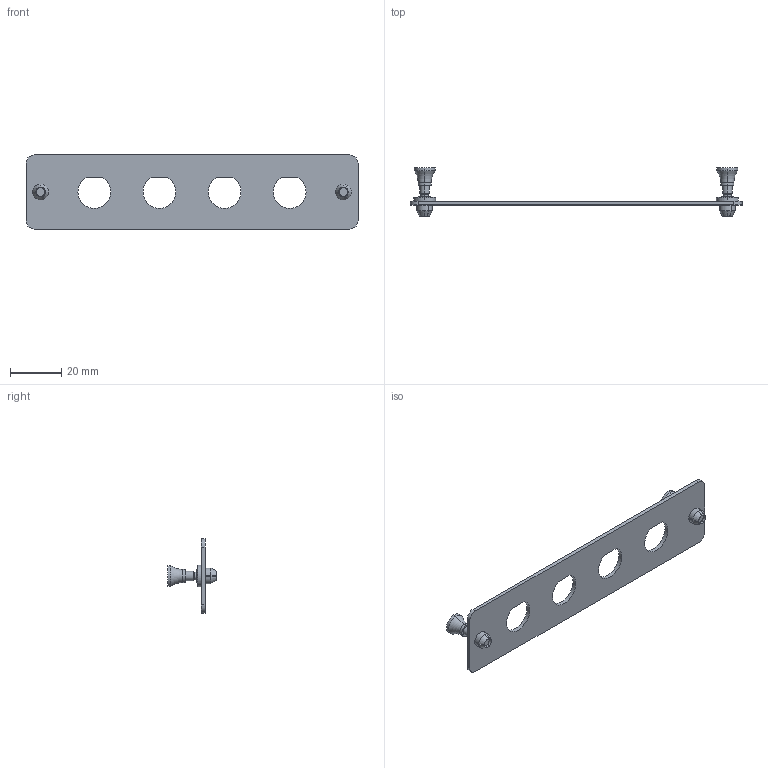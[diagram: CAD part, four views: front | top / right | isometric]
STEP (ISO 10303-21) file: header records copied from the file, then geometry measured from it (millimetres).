
FILE_DESCRIPTION (( 'STEP AP214' ), '1' );
FILE_NAME ('FSP-05D-BNK.STEP', '2012-11-07T19:05:13', ( 'x' ), ( '' ), 'SwSTEP 2.0', 'SolidWorks 2012', '' );
FILE_SCHEMA (( 'AUTOMOTIVE_DESIGN' ));
Length unit declared in the file: inch
Products named in the file (4): HDWR-HN4P-42-4-1; HDWR-HN4G-42-1; 1AR02-001; FSP-05D-BNK
Assembly tree (5 placements, depth 2):
  FSP-05D-BNK
    1AR02-001
    HDWR-HN4G-42-1  x2
    HDWR-HN4P-42-4-1  x2
Bounding box: 129.54 x 18.78 x 28.96 mm (x, y, z)
Volume: 5755.7 mm3; surface area: 8491.5 mm2
Topology: 5 solids, 5 shells, 122 faces, 286 edges, 178 vertices
Faces by surface type: cylinder 52, plane 46, cone 20, torus 4
Entity records: 2559 total; most frequent: DIRECTION 410, CARTESIAN_POINT 386, ORIENTED_EDGE 346, EDGE_CURVE 173, AXIS2_PLACEMENT_3D 163, VERTEX_POINT 109, EDGE_LOOP 88, VECTOR 84
